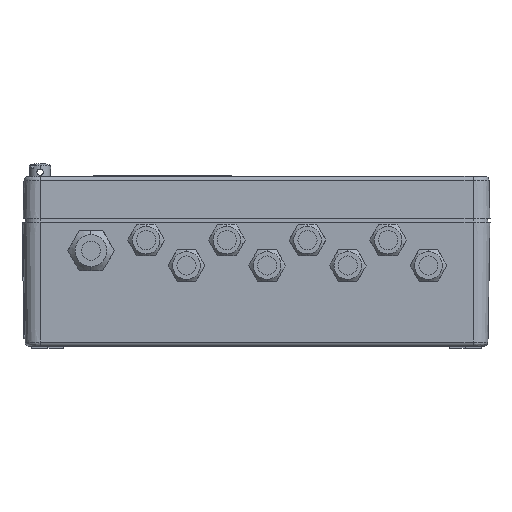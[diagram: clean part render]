
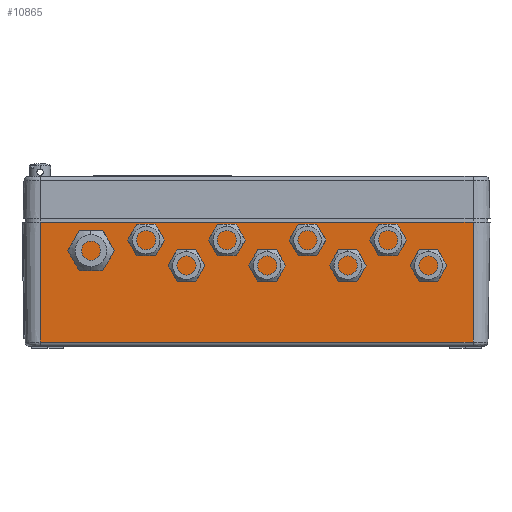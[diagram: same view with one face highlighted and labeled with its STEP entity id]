
A CAD part, front view. The second image highlights one B-rep face of the part: STEP entity #10865.
In plain terms, the highlighted planar face has unit normal (0, -1, -0.017).
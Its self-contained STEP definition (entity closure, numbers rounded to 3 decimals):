
#23 = CARTESIAN_POINT ( 'NONE',  ( 102., -60., 58.5 ) ) ;
#1212 = LINE ( 'NONE', #19091, #16586 ) ;
#1373 = DIRECTION ( 'NONE',  ( 0., -0.017, 1. ) ) ;
#3240 = ORIENTED_EDGE ( 'NONE', *, *, #15675, .F. ) ;
#3584 = EDGE_CURVE ( 'NONE', #11456, #11307, #9391, .T. ) ;
#4039 = CARTESIAN_POINT ( 'NONE',  ( 102., -59.034, 1.966 ) ) ;
#4562 = FACE_OUTER_BOUND ( 'NONE', #7386, .T. ) ;
#6398 = CARTESIAN_POINT ( 'NONE',  ( 102., -60., 58.5 ) ) ;
#7386 = EDGE_LOOP ( 'NONE', ( #8183, #17278, #8821, #3240 ) ) ;
#7881 = PLANE ( 'NONE',  #14244 ) ;
#7942 = DIRECTION ( 'NONE',  ( 0., -0.017, 1. ) ) ;
#8183 = ORIENTED_EDGE ( 'NONE', *, *, #3584, .F. ) ;
#8512 = EDGE_CURVE ( 'NONE', #11723, #11456, #10494, .T. ) ;
#8590 = DIRECTION ( 'NONE',  ( 0., 0.017, -1. ) ) ;
#8821 = ORIENTED_EDGE ( 'NONE', *, *, #12367, .F. ) ;
#9391 = LINE ( 'NONE', #16248, #10309 ) ;
#10309 = VECTOR ( 'NONE', #14830, 1000. ) ;
#10494 = LINE ( 'NONE', #4039, #13970 ) ;
#10534 = DIRECTION ( 'NONE',  ( 1., 0., 0. ) ) ;
#10821 = LINE ( 'NONE', #23, #18567 ) ;
#10865 = ADVANCED_FACE ( 'NONE', ( #4562 ), #7881, .F. ) ;
#11307 = VERTEX_POINT ( 'NONE', #16952 ) ;
#11456 = VERTEX_POINT ( 'NONE', #18677 ) ;
#11723 = VERTEX_POINT ( 'NONE', #14766 ) ;
#12367 = EDGE_CURVE ( 'NONE', #16164, #11723, #10821, .T. ) ;
#13970 = VECTOR ( 'NONE', #8590, 1000. ) ;
#14244 = AXIS2_PLACEMENT_3D ( 'NONE', #6398, #16794, #7942 ) ;
#14766 = CARTESIAN_POINT ( 'NONE',  ( 102., -60., 58.5 ) ) ;
#14830 = DIRECTION ( 'NONE',  ( -1., 0., 0. ) ) ;
#15675 = EDGE_CURVE ( 'NONE', #11307, #16164, #1212, .T. ) ;
#15690 = CARTESIAN_POINT ( 'NONE',  ( -102., -60., 58.5 ) ) ;
#16164 = VERTEX_POINT ( 'NONE', #15690 ) ;
#16248 = CARTESIAN_POINT ( 'NONE',  ( 102., -59.034, 1.966 ) ) ;
#16586 = VECTOR ( 'NONE', #1373, 1000. ) ;
#16794 = DIRECTION ( 'NONE',  ( 0., 1., 0.017 ) ) ;
#16952 = CARTESIAN_POINT ( 'NONE',  ( -102., -59.034, 1.966 ) ) ;
#17278 = ORIENTED_EDGE ( 'NONE', *, *, #8512, .F. ) ;
#18567 = VECTOR ( 'NONE', #10534, 1000. ) ;
#18677 = CARTESIAN_POINT ( 'NONE',  ( 102., -59.034, 1.966 ) ) ;
#19091 = CARTESIAN_POINT ( 'NONE',  ( -102., -60., 58.5 ) ) ;
